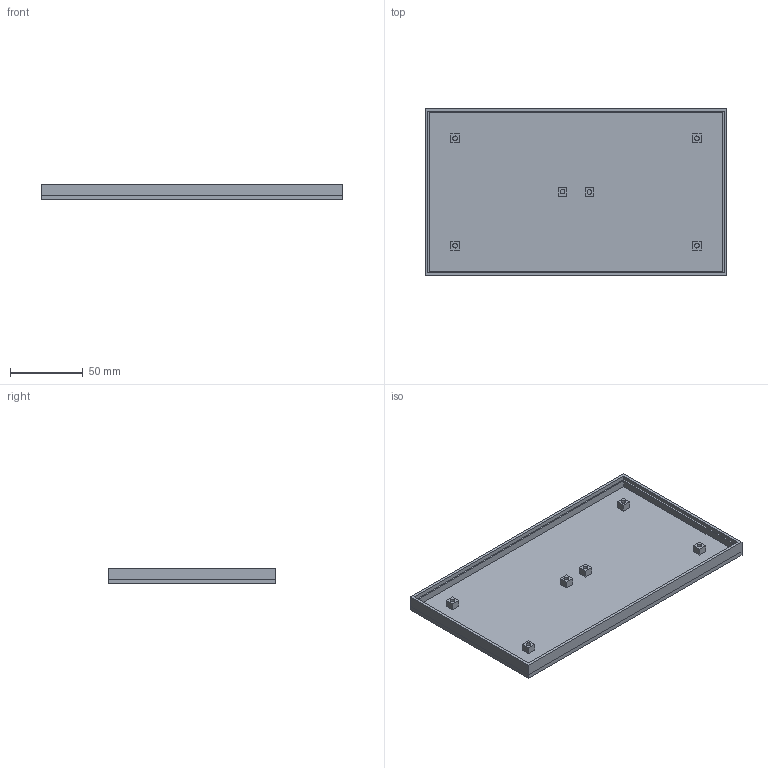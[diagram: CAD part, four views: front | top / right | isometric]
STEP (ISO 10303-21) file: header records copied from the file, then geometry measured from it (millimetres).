
FILE_DESCRIPTION(('FreeCAD Model'),'2;1');
FILE_NAME('Open CASCADE Shape Model','2023-07-30T16:51:45',('Author'),( ''),'Open CASCADE STEP processor 7.5','FreeCAD','Unknown');
FILE_SCHEMA(('AUTOMOTIVE_DESIGN { 1 0 10303 214 1 1 1 1 }'));
Length unit declared in the file: millimetre
Products named in the file (3): RefromRipoffSkelCase; wallPad; Pocket007
Assembly tree (2 placements, depth 2):
  RefromRipoffSkelCase
    wallPad
    Pocket007
Bounding box: 208 x 115.5 x 11 mm (x, y, z)
Volume: 91133.4 mm3; surface area: 73791.5 mm2
Topology: 2 solids, 2 shells, 68 faces, 150 edges, 100 vertices
Faces by surface type: plane 62, cylinder 6
Full cylindrical faces by diameter (mm): 3.2 x6
Entity records: 3884 total; most frequent: CARTESIAN_POINT 657, DIRECTION 598, LINE 426, VECTOR 426, ORIENTED_EDGE 300, PCURVE 300, DEFINITIONAL_REPRESENTATION 300, EDGE_CURVE 150
